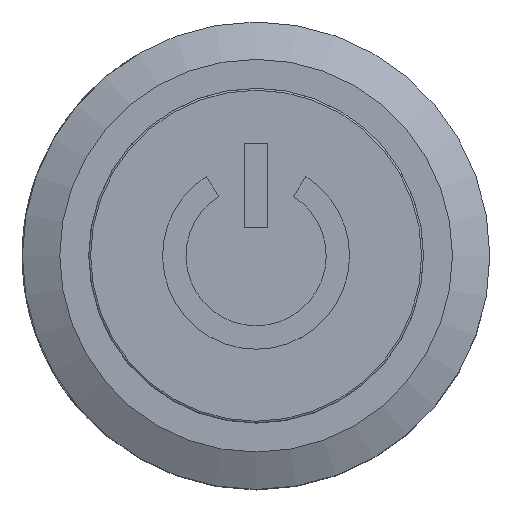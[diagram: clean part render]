
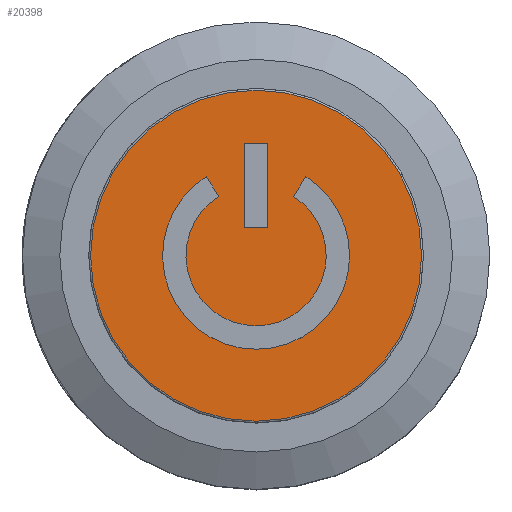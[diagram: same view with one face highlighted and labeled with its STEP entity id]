
A CAD part, top view. The second image highlights one B-rep face of the part: STEP entity #20398.
In plain terms, the highlighted planar face has unit normal (0, 0, 1).
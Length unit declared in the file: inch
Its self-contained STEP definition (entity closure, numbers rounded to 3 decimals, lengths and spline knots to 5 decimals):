
#2669=LINE('',#37689,#4660);
#2672=LINE('',#37694,#4663);
#2674=LINE('',#37698,#4665);
#2676=LINE('',#37703,#4667);
#2680=LINE('',#37712,#4671);
#2682=LINE('',#37725,#4673);
#4660=VECTOR('',#26808,0.3937);
#4663=VECTOR('',#26813,0.3937);
#4665=VECTOR('',#26817,0.3937);
#4667=VECTOR('',#26821,0.3937);
#4671=VECTOR('',#26831,0.3937);
#4673=VECTOR('',#26847,0.3937);
#4860=FACE_BOUND('',#7048,.T.);
#4861=FACE_BOUND('',#7049,.T.);
#5913=FACE_OUTER_BOUND('',#7047,.T.);
#7047=EDGE_LOOP('',(#18577,#18578));
#7048=EDGE_LOOP('',(#18579,#18580,#18581,#18582));
#7049=EDGE_LOOP('',(#18583,#18584,#18585,#18586));
#7569=CIRCLE('',#21886,0.19685);
#7574=CIRCLE('',#21896,0.14764);
#7575=CIRCLE('',#21898,0.34843);
#7579=CIRCLE('',#21902,0.34843);
#9564=VERTEX_POINT('',#37686);
#9565=VERTEX_POINT('',#37688);
#9566=VERTEX_POINT('',#37692);
#9567=VERTEX_POINT('',#37696);
#9568=VERTEX_POINT('',#37700);
#9569=VERTEX_POINT('',#37702);
#9570=VERTEX_POINT('',#37706);
#9571=VERTEX_POINT('',#37710);
#9576=VERTEX_POINT('',#37729);
#9577=VERTEX_POINT('',#37730);
#12557=EDGE_CURVE('',#9565,#9564,#2669,.T.);
#12560=EDGE_CURVE('',#9564,#9566,#2672,.T.);
#12562=EDGE_CURVE('',#9566,#9567,#2674,.T.);
#12564=EDGE_CURVE('',#9569,#9568,#2676,.T.);
#12567=EDGE_CURVE('',#9568,#9570,#7569,.T.);
#12569=EDGE_CURVE('',#9570,#9571,#2680,.T.);
#12575=EDGE_CURVE('',#9567,#9565,#2682,.T.);
#12576=EDGE_CURVE('',#9571,#9569,#7574,.T.);
#12577=EDGE_CURVE('',#9576,#9577,#7575,.T.);
#12581=EDGE_CURVE('',#9577,#9576,#7579,.T.);
#18577=ORIENTED_EDGE('',*,*,#12577,.F.);
#18578=ORIENTED_EDGE('',*,*,#12581,.F.);
#18579=ORIENTED_EDGE('',*,*,#12557,.T.);
#18580=ORIENTED_EDGE('',*,*,#12560,.T.);
#18581=ORIENTED_EDGE('',*,*,#12562,.T.);
#18582=ORIENTED_EDGE('',*,*,#12575,.T.);
#18583=ORIENTED_EDGE('',*,*,#12564,.T.);
#18584=ORIENTED_EDGE('',*,*,#12567,.T.);
#18585=ORIENTED_EDGE('',*,*,#12569,.T.);
#18586=ORIENTED_EDGE('',*,*,#12576,.T.);
#19346=PLANE('',#21906);
#20398=ADVANCED_FACE('',(#5913,#4860,#4861),#19346,.T.);
#21886=AXIS2_PLACEMENT_3D('',#37708,#26826,#26827);
#21896=AXIS2_PLACEMENT_3D('',#37727,#26850,#26851);
#21898=AXIS2_PLACEMENT_3D('',#37731,#26854,#26855);
#21902=AXIS2_PLACEMENT_3D('',#37737,#26862,#26863);
#21906=AXIS2_PLACEMENT_3D('',#37744,#26871,#26872);
#26808=DIRECTION('',(-1.,0.,0.));
#26813=DIRECTION('',(0.,1.,0.));
#26817=DIRECTION('',(1.,0.,0.));
#26821=DIRECTION('',(0.53,0.848,0.));
#26826=DIRECTION('center_axis',(0.,0.,
-1.));
#26827=DIRECTION('ref_axis',(0.532,0.846,0.));
#26831=DIRECTION('',(0.53,-0.848,0.));
#26847=DIRECTION('',(0.,-1.,0.));
#26850=DIRECTION('center_axis',(0.,0.,
1.));
#26851=DIRECTION('ref_axis',(-0.533,-0.846,0.));
#26854=DIRECTION('center_axis',(0.,0.,
-1.));
#26855=DIRECTION('ref_axis',(-1.,0.,0.));
#26862=DIRECTION('center_axis',(0.,0.,
-1.));
#26863=DIRECTION('ref_axis',(-1.,0.,0.));
#26871=DIRECTION('center_axis',(0.,0.,
1.));
#26872=DIRECTION('ref_axis',(1.,0.,0.));
#37686=CARTESIAN_POINT('',(0.03918,0.05413,-0.34685));
#37688=CARTESIAN_POINT('',(0.08839,0.05413,-0.34685));
#37689=CARTESIAN_POINT('',(0.07609,0.05413,-0.34685));
#37692=CARTESIAN_POINT('',(0.03918,0.23129,-0.34685));
#37694=CARTESIAN_POINT('',(0.03918,0.0246,-0.34685));
#37696=CARTESIAN_POINT('',(0.08839,0.23129,-0.34685));
#37698=CARTESIAN_POINT('',(0.05148,0.23129,-0.34685));
#37700=CARTESIAN_POINT('',(0.16861,0.16169,-0.34685));
#37702=CARTESIAN_POINT('',(0.14253,0.11996,-0.34685));
#37703=CARTESIAN_POINT('',(0.10341,0.05736,-0.34685));
#37706=CARTESIAN_POINT('',(-0.04103,0.16169,-0.34685));
#37708=CARTESIAN_POINT('Origin',(0.06379,-0.00493,
-0.34685));
#37710=CARTESIAN_POINT('',(-0.01495,0.11996,-0.34685));
#37712=CARTESIAN_POINT('',(0.01113,0.07823,-0.34685));
#37725=CARTESIAN_POINT('',(0.08839,0.11318,-0.34685));
#37727=CARTESIAN_POINT('Origin',(0.06379,-0.00493,
-0.34685));
#37729=CARTESIAN_POINT('',(0.41221,-0.00493,-0.34685));
#37730=CARTESIAN_POINT('',(-0.28464,-0.00493,-0.34685));
#37731=CARTESIAN_POINT('Origin',(0.06379,-0.00493,
-0.34685));
#37737=CARTESIAN_POINT('Origin',(0.06379,-0.00493,
-0.34685));
#37744=CARTESIAN_POINT('Origin',(0.06379,-0.00493,
-0.34685));
